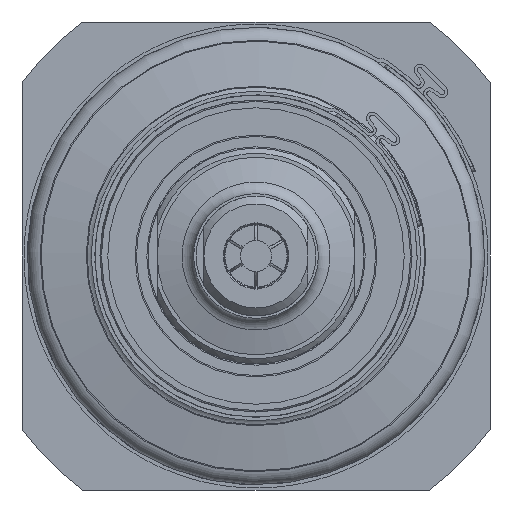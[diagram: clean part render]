
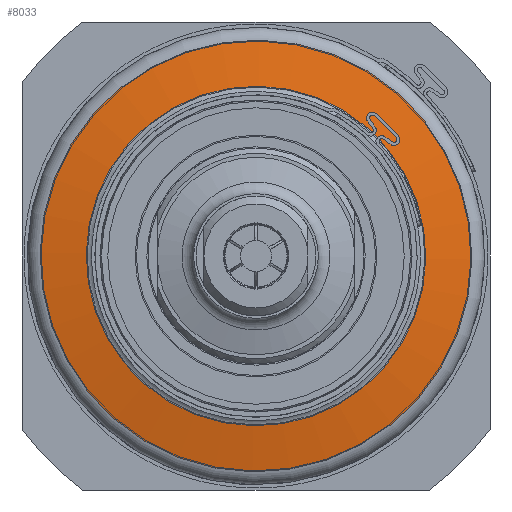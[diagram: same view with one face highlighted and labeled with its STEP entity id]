
A CAD part, left-side view. The second image highlights one B-rep face of the part: STEP entity #8033.
In plain terms, the highlighted conical face has half-angle 80 degrees and reference radius 37.087 mm.
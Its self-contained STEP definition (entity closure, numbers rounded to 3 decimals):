
#1003=CONICAL_SURFACE('',#8922,37.087,80.);
#1383=FACE_BOUND('',#2391,.T.);
#1760=FACE_OUTER_BOUND('',#2390,.T.);
#2390=EDGE_LOOP('',(#6321));
#2391=EDGE_LOOP('',(#6322));
#2942=CIRCLE('',#8921,32.653);
#2943=CIRCLE('',#8923,41.521);
#3599=VERTEX_POINT('',#13587);
#3600=VERTEX_POINT('',#13590);
#4549=EDGE_CURVE('',#3599,#3599,#2942,.T.);
#4550=EDGE_CURVE('',#3600,#3600,#2943,.T.);
#6321=ORIENTED_EDGE('',*,*,#4549,.T.);
#6322=ORIENTED_EDGE('',*,*,#4550,.F.);
#8033=ADVANCED_FACE('',(#1760,#1383),#1003,.T.);
#8921=AXIS2_PLACEMENT_3D('',#13588,#10866,#10867);
#8922=AXIS2_PLACEMENT_3D('',#13589,#10868,#10869);
#8923=AXIS2_PLACEMENT_3D('',#13591,#10870,#10871);
#10866=DIRECTION('center_axis',(1.,0.,0.));
#10867=DIRECTION('ref_axis',(0.,-0.157,-0.988));
#10868=DIRECTION('center_axis',(1.,0.,0.));
#10869=DIRECTION('ref_axis',(0.,0.988,-0.157));
#10870=DIRECTION('center_axis',(1.,0.,0.));
#10871=DIRECTION('ref_axis',(0.,-0.157,-0.988));
#13587=CARTESIAN_POINT('',(53.006,32.246,-5.135));
#13588=CARTESIAN_POINT('Origin',(53.006,0.,
0.));
#13589=CARTESIAN_POINT('Origin',(53.788,0.,
0.));
#13590=CARTESIAN_POINT('',(54.57,41.004,-6.53));
#13591=CARTESIAN_POINT('Origin',(54.57,0.,
0.));
